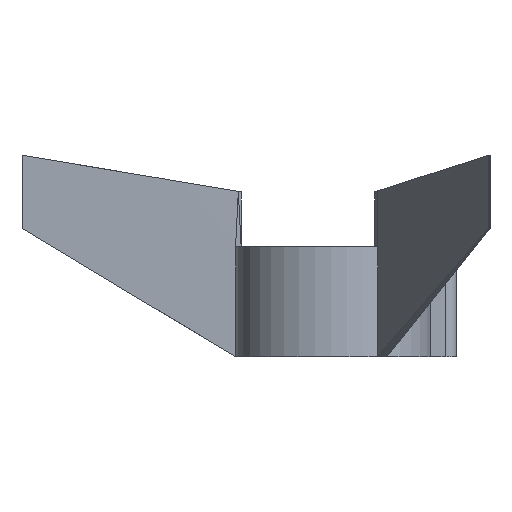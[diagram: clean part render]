
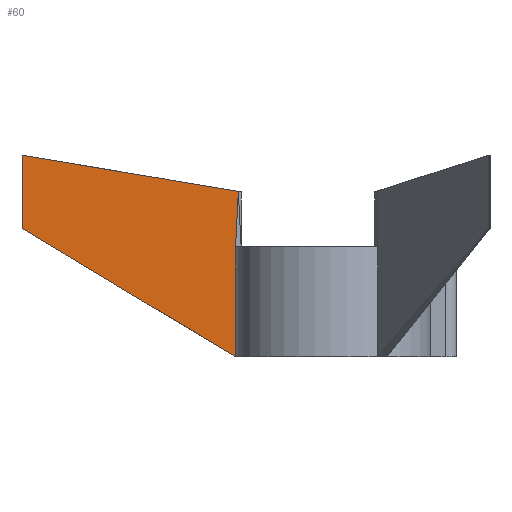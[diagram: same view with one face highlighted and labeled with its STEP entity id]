
A CAD part, left-side view. The second image highlights one B-rep face of the part: STEP entity #60.
In plain terms, the highlighted planar face has unit normal (-1, 0.021, 0).
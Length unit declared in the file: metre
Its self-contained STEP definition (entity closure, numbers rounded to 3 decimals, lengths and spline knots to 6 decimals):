
#60 = ADVANCED_FACE( '', ( #149 ), #150, .F. );
#149 = FACE_OUTER_BOUND( '', #269, .T. );
#150 = PLANE( '', #270 );
#269 = EDGE_LOOP( '', ( #389, #390, #391, #392, #393 ) );
#270 = AXIS2_PLACEMENT_3D( '', #394, #395, #396 );
#389 = ORIENTED_EDGE( '', *, *, #719, .T. );
#390 = ORIENTED_EDGE( '', *, *, #720, .F. );
#391 = ORIENTED_EDGE( '', *, *, #721, .F. );
#392 = ORIENTED_EDGE( '', *, *, #722, .T. );
#393 = ORIENTED_EDGE( '', *, *, #723, .T. );
#394 = CARTESIAN_POINT( '', ( -0.000875, 0.055958, 0.204428 ) );
#395 = DIRECTION( '', ( 1., -0.021, 0. ) );
#396 = DIRECTION( '', ( 0.021, 1., 0. ) );
#719 = EDGE_CURVE( '', #845, #846, #847, .T. );
#720 = EDGE_CURVE( '', #848, #846, #849, .T. );
#721 = EDGE_CURVE( '', #850, #848, #851, .T. );
#722 = EDGE_CURVE( '', #850, #852, #853, .T. );
#723 = EDGE_CURVE( '', #852, #845, #854, .T. );
#845 = VERTEX_POINT( '', #1028 );
#846 = VERTEX_POINT( '', #1029 );
#847 = B_SPLINE_CURVE_WITH_KNOTS( '', 3, ( #1030, #1031, #1032, #1033, #1034, #1035, #1036, #1037, #1038, #1039, #1040, #1041, #1042, #1043, #1044, #1045, #1046, #1047, #1048, #1049, #1050, #1051 ), .UNSPECIFIED., .F., .F., ( 4, 3, 3, 3, 3, 3, 3, 4 ), ( 0.000243, 0.012533, 0.025066, 0.037598, 0.050131, 0.056397, 0.06232, 0.068242 ), .UNSPECIFIED. );
#848 = VERTEX_POINT( '', #1052 );
#849 = LINE( '', #1053, #1054 );
#850 = VERTEX_POINT( '', #1055 );
#851 = LINE( '', #1056, #1057 );
#852 = VERTEX_POINT( '', #1058 );
#853 = B_SPLINE_CURVE_WITH_KNOTS( '', 3, ( #1059, #1060, #1061, #1062, #1063, #1064, #1065, #1066, #1067, #1068, #1069, #1070, #1071, #1072, #1073, #1074, #1075, #1076, #1077, #1078, #1079, #1080 ), .UNSPECIFIED., .F., .F., ( 4, 3, 3, 3, 3, 3, 3, 4 ), ( 0., 0.004635, 0.013904, 0.023173, 0.032442, 0.041711, 0.050518, 0.059114 ), .UNSPECIFIED. );
#854 = LINE( '', #1081, #1082 );
#1028 = CARTESIAN_POINT( '', ( -0.000254, 0.085, 0.034992 ) );
#1029 = CARTESIAN_POINT( '', ( -0.0015, 0.026708, 0. ) );
#1030 = CARTESIAN_POINT( '', ( -0.000254, 0.085, 0.034992 ) );
#1031 = CARTESIAN_POINT( '', ( -0.000329, 0.081488, 0.032884 ) );
#1032 = CARTESIAN_POINT( '', ( -0.000405, 0.077977, 0.030775 ) );
#1033 = CARTESIAN_POINT( '', ( -0.00048, 0.074465, 0.028666 ) );
#1034 = CARTESIAN_POINT( '', ( -0.000556, 0.070884, 0.026516 ) );
#1035 = CARTESIAN_POINT( '', ( -0.000633, 0.067303, 0.024366 ) );
#1036 = CARTESIAN_POINT( '', ( -0.000709, 0.063722, 0.022216 ) );
#1037 = CARTESIAN_POINT( '', ( -0.000786, 0.060141, 0.020066 ) );
#1038 = CARTESIAN_POINT( '', ( -0.000862, 0.05656, 0.017916 ) );
#1039 = CARTESIAN_POINT( '', ( -0.000939, 0.052979, 0.015766 ) );
#1040 = CARTESIAN_POINT( '', ( -0.001015, 0.049398, 0.013616 ) );
#1041 = CARTESIAN_POINT( '', ( -0.001092, 0.045817, 0.011466 ) );
#1042 = CARTESIAN_POINT( '', ( -0.001168, 0.042236, 0.009317 ) );
#1043 = CARTESIAN_POINT( '', ( -0.001206, 0.040445, 0.008242 ) );
#1044 = CARTESIAN_POINT( '', ( -0.001245, 0.038654, 0.007167 ) );
#1045 = CARTESIAN_POINT( '', ( -0.001283, 0.036863, 0.006093 ) );
#1046 = CARTESIAN_POINT( '', ( -0.001319, 0.035171, 0.005077 ) );
#1047 = CARTESIAN_POINT( '', ( -0.001355, 0.033478, 0.004061 ) );
#1048 = CARTESIAN_POINT( '', ( -0.001391, 0.031786, 0.003046 ) );
#1049 = CARTESIAN_POINT( '', ( -0.001428, 0.030093, 0.002031 ) );
#1050 = CARTESIAN_POINT( '', ( -0.001464, 0.028401, 0.001015 ) );
#1051 = CARTESIAN_POINT( '', ( -0.0015, 0.026708, 0. ) );
#1052 = CARTESIAN_POINT( '', ( -0.0015, 0.026708, 0.03 ) );
#1053 = CARTESIAN_POINT( '', ( -0.0015, 0.026708, 0.03 ) );
#1054 = VECTOR( '', #1520, 1. );
#1055 = CARTESIAN_POINT( '', ( -0.0015, 0.026708, 0.045251 ) );
#1056 = CARTESIAN_POINT( '', ( -0.0015, 0.026708, 0.204428 ) );
#1057 = VECTOR( '', #1521, 1. );
#1058 = CARTESIAN_POINT( '', ( -0.000254, 0.085, 0.054998 ) );
#1059 = CARTESIAN_POINT( '', ( -0.0015, 0.026708, 0.045251 ) );
#1060 = CARTESIAN_POINT( '', ( -0.001467, 0.028231, 0.045506 ) );
#1061 = CARTESIAN_POINT( '', ( -0.001435, 0.029755, 0.04576 ) );
#1062 = CARTESIAN_POINT( '', ( -0.001402, 0.031278, 0.046015 ) );
#1063 = CARTESIAN_POINT( '', ( -0.001337, 0.034325, 0.046524 ) );
#1064 = CARTESIAN_POINT( '', ( -0.001272, 0.037372, 0.047033 ) );
#1065 = CARTESIAN_POINT( '', ( -0.001207, 0.040418, 0.047543 ) );
#1066 = CARTESIAN_POINT( '', ( -0.001142, 0.043465, 0.048052 ) );
#1067 = CARTESIAN_POINT( '', ( -0.001077, 0.046512, 0.048561 ) );
#1068 = CARTESIAN_POINT( '', ( -0.001012, 0.049558, 0.049071 ) );
#1069 = CARTESIAN_POINT( '', ( -0.000947, 0.052605, 0.04958 ) );
#1070 = CARTESIAN_POINT( '', ( -0.000882, 0.055652, 0.05009 ) );
#1071 = CARTESIAN_POINT( '', ( -0.000816, 0.058699, 0.050599 ) );
#1072 = CARTESIAN_POINT( '', ( -0.000751, 0.061745, 0.051109 ) );
#1073 = CARTESIAN_POINT( '', ( -0.000686, 0.064792, 0.051618 ) );
#1074 = CARTESIAN_POINT( '', ( -0.000621, 0.067839, 0.052128 ) );
#1075 = CARTESIAN_POINT( '', ( -0.000559, 0.070733, 0.052612 ) );
#1076 = CARTESIAN_POINT( '', ( -0.000497, 0.073628, 0.053096 ) );
#1077 = CARTESIAN_POINT( '', ( -0.000436, 0.076523, 0.05358 ) );
#1078 = CARTESIAN_POINT( '', ( -0.000375, 0.079349, 0.054053 ) );
#1079 = CARTESIAN_POINT( '', ( -0.000315, 0.082174, 0.054525 ) );
#1080 = CARTESIAN_POINT( '', ( -0.000254, 0.085, 0.054998 ) );
#1081 = CARTESIAN_POINT( '', ( -0.000254, 0.085, 0.03 ) );
#1082 = VECTOR( '', #1522, 1. );
#1520 = DIRECTION( '', ( 0., 0., -1. ) );
#1521 = DIRECTION( '', ( 0., 0., -1. ) );
#1522 = DIRECTION( '', ( 0., 0., -1. ) );
